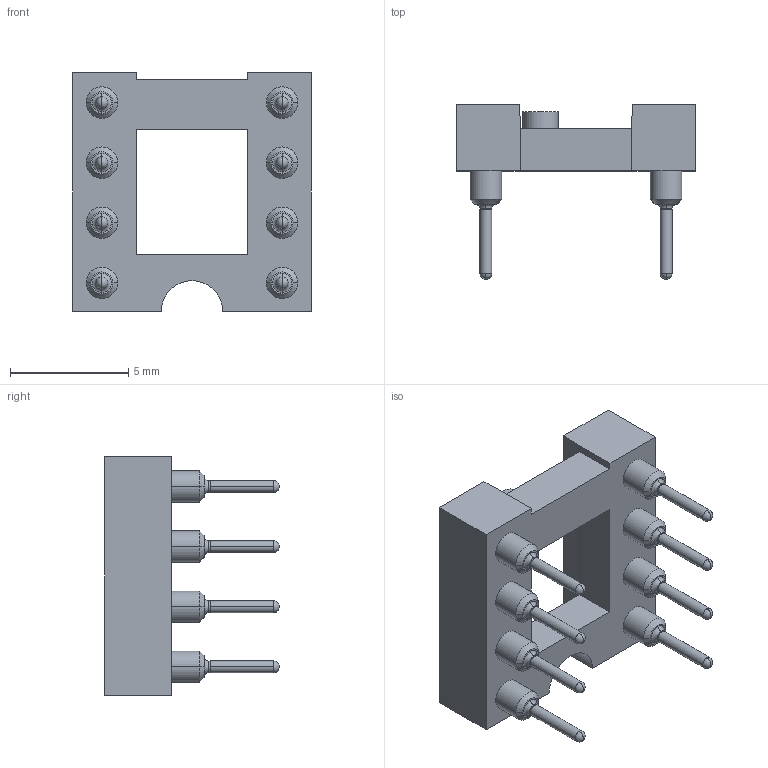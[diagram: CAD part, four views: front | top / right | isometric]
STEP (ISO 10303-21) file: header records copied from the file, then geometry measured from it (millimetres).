
FILE_DESCRIPTION(('STEP AP214'),'1');
FILE_NAME(' ',' ',('TraceParts'),('TraceParts S.A.'),'XStep 1.0',' ',' ');
FILE_SCHEMA(('automotive_design'));
Length unit declared in the file: millimetre
Products named in the file (1): 1
Bounding box: 10.1 x 7.37 x 10.1 mm (x, y, z)
Volume: 185.2 mm3; surface area: 539.9 mm2
Topology: 1 solids, 1 shells, 339 faces, 762 edges, 434 vertices
Faces by surface type: cone 160, cylinder 85, torus 48, plane 46
Entity records: 17766 total; most frequent: DIRECTION 1844, CARTESIAN_POINT 1504, STYLED_ITEM 1503, PRESENTATION_STYLE_ASSIGNMENT 1503, COLOUR_RGB 1503, ORIENTED_EDGE 1460, AXIS2_PLACEMENT_3D 774, EDGE_CURVE 730
